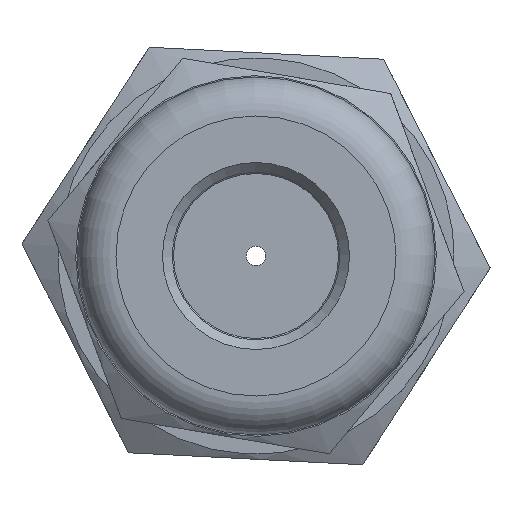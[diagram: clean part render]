
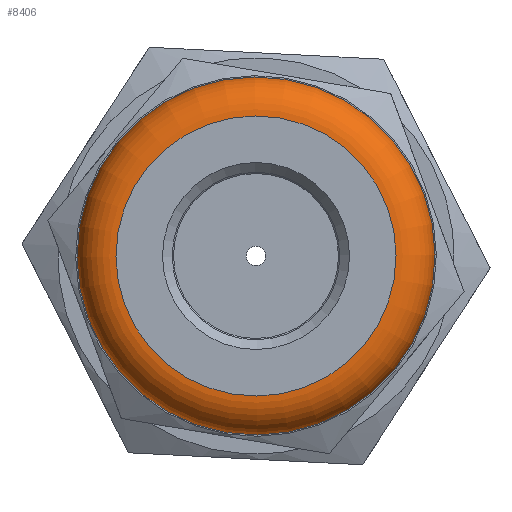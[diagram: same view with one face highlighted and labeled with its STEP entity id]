
A CAD part, left-side view. The second image highlights one B-rep face of the part: STEP entity #8406.
In plain terms, the highlighted toroidal (fillet/blend) face has major radius 5.476 mm and minor radius 1.524 mm.
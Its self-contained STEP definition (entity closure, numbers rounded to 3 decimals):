
#8379=CARTESIAN_POINT('',(-7.752,0.,0.));
#8380=DIRECTION('',(1.0,0.,0.));
#8381=DIRECTION('',(0.,-0.77,-0.638));
#8382=AXIS2_PLACEMENT_3D('',#8379,#8380,#8381);
#8383=TOROIDAL_SURFACE('',#8382,5.476,1.524);
#8384=CARTESIAN_POINT('',(-7.752,4.466,-5.39));
#8385=VERTEX_POINT('',#8384);
#8386=CARTESIAN_POINT('',(-7.752,0.,0.));
#8387=DIRECTION('',(1.0,0.,0.));
#8388=DIRECTION('',(0.,0.638,-0.77));
#8389=AXIS2_PLACEMENT_3D('',#8386,#8387,#8388);
#8390=CIRCLE('',#8389,7.);
#8391=EDGE_CURVE('',#8385,#8385,#8390,.T.);
#8392=ORIENTED_EDGE('',*,*,#8391,.F.);
#8393=EDGE_LOOP('',(#8392));
#8394=FACE_OUTER_BOUND('',#8393,.T.);
#8395=CARTESIAN_POINT('',(-9.276,3.494,-4.216));
#8396=VERTEX_POINT('',#8395);
#8397=CARTESIAN_POINT('',(-9.276,0.,0.));
#8398=DIRECTION('',(1.0,0.,0.));
#8399=DIRECTION('',(0.,-0.638,0.77));
#8400=AXIS2_PLACEMENT_3D('',#8397,#8398,#8399);
#8401=CIRCLE('',#8400,5.476);
#8402=EDGE_CURVE('',#8396,#8396,#8401,.T.);
#8403=ORIENTED_EDGE('',*,*,#8402,.T.);
#8404=EDGE_LOOP('',(#8403));
#8405=FACE_BOUND('',#8404,.T.);
#8406=ADVANCED_FACE('',(#8394,#8405),#8383,.T.);
